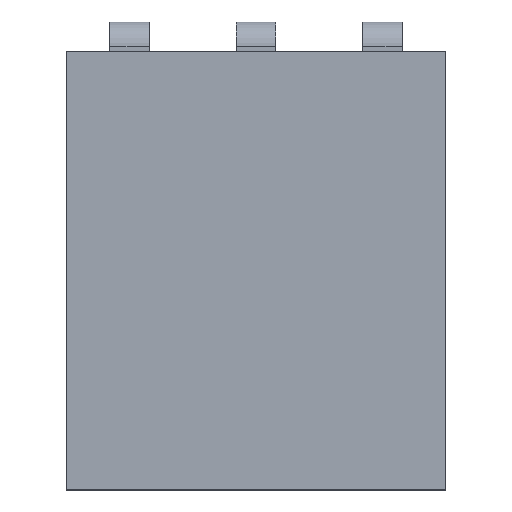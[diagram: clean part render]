
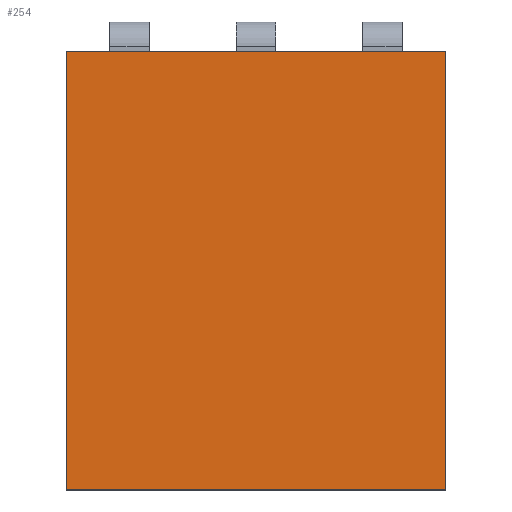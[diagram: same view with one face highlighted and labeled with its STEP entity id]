
A CAD part, top view. The second image highlights one B-rep face of the part: STEP entity #254.
In plain terms, the highlighted planar face has unit normal (0, 0, 1).
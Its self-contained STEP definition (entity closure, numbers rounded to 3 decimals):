
#254=ADVANCED_FACE('',(#1905),#1907,.T.);
#1905=FACE_BOUND('',#1906,.T.);
#1906=EDGE_LOOP('',(#3207,#3208,#3209,#3210));
#1907=PLANE('',#1908);
#1908=AXIS2_PLACEMENT_3D('',#1909,#1910,#1911);
#1909=CARTESIAN_POINT('',(-0.635,-4.625,1.8));
#1910=DIRECTION('',(0.,0.,1.));
#1911=DIRECTION('',(1.,0.,0.));
#3207=ORIENTED_EDGE('',*,*,#4159,.T.);
#3208=ORIENTED_EDGE('',*,*,#4156,.T.);
#3209=ORIENTED_EDGE('',*,*,#4128,.F.);
#3210=ORIENTED_EDGE('',*,*,#4136,.F.);
#4128=EDGE_CURVE('',#4660,#4662,#4663,.T.);
#4136=EDGE_CURVE('',#4673,#4660,#4675,.T.);
#4156=EDGE_CURVE('',#4707,#4662,#4708,.T.);
#4159=EDGE_CURVE('',#4673,#4707,#4712,.T.);
#4660=VERTEX_POINT('',#5559);
#4662=VERTEX_POINT('',#5563);
#4663=LINE('',#5564,#5565);
#4673=VERTEX_POINT('',#5588);
#4675=LINE('',#5592,#5593);
#4707=VERTEX_POINT('',#5664);
#4708=LINE('',#5665,#5666);
#4712=LINE('',#5675,#5676);
#5559=CARTESIAN_POINT('',(-0.635,-0.225,1.8));
#5563=CARTESIAN_POINT('',(3.175,-0.225,1.8));
#5564=CARTESIAN_POINT('',(-0.635,-0.225,1.8));
#5565=VECTOR('',#5566,1.);
#5566=DIRECTION('',(1.,0.,0.));
#5588=CARTESIAN_POINT('',(-0.635,-4.625,1.8));
#5592=CARTESIAN_POINT('',(-0.635,-4.625,1.8));
#5593=VECTOR('',#5594,1.);
#5594=DIRECTION('',(0.,1.,0.));
#5664=CARTESIAN_POINT('',(3.175,-4.625,1.8));
#5665=CARTESIAN_POINT('',(3.175,-4.625,1.8));
#5666=VECTOR('',#5667,1.);
#5667=DIRECTION('',(0.,1.,0.));
#5675=CARTESIAN_POINT('',(-0.635,-4.625,1.8));
#5676=VECTOR('',#5677,1.);
#5677=DIRECTION('',(1.,0.,0.));
